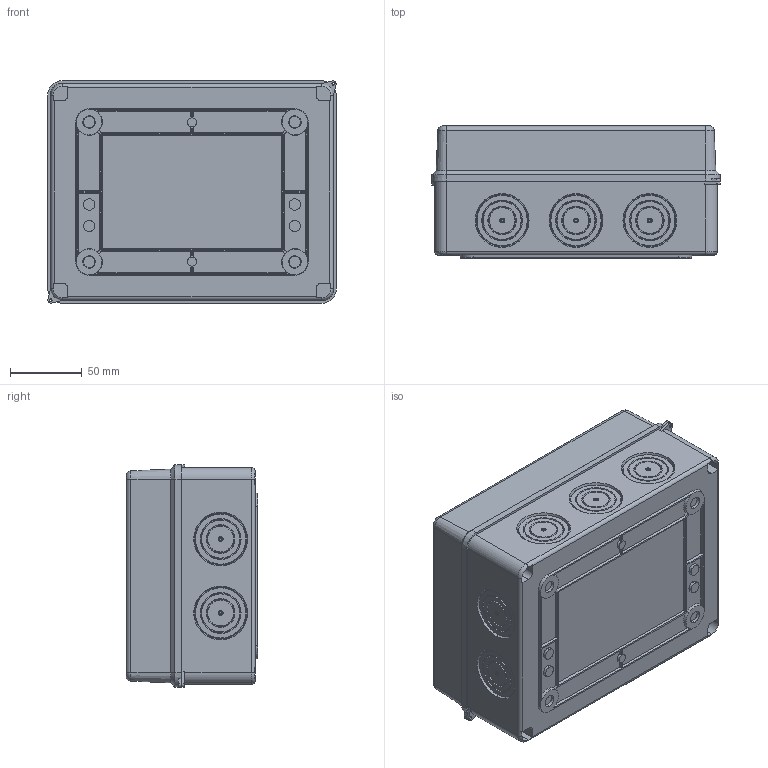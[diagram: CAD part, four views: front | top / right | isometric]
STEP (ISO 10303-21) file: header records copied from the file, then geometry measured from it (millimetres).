
FILE_DESCRIPTION (( 'STEP AP203' ), '1' );
FILE_NAME ('Ùèò ðàñïðåäåëèòåëüíûé ÙÐÍ-ÏÃ-8 (pb65-n-pg-8).STEP', '2022-04-25T14:00:12', ( '' ), ( '' ), 'SwSTEP 2.0', 'SolidWorks 2021', '' );
FILE_SCHEMA (( 'CONFIG_CONTROL_DESIGN' ));
Length unit declared in the file: millimetre
Products named in the file (1): Ùèò ðàñïðåäåëèòåëüíûé ÙÐÍ-ÏÃ-8 (pb65-n-pg-8)
Bounding box: 201.2 x 92 x 155.2 mm (x, y, z)
Volume: 446085.2 mm3; surface area: 377213.6 mm2
Topology: 13 solids, 13 shells, 1406 faces, 3518 edges, 2286 vertices
Faces by surface type: plane 784, cylinder 322, cone 206, torus 52, bspline 38, sphere 4
Entity records: 42443 total; most frequent: CARTESIAN_POINT 8157, DIRECTION 7176, ORIENTED_EDGE 7020, EDGE_CURVE 3510, AXIS2_PLACEMENT_3D 2489, VERTEX_POINT 2286, LINE 2198, VECTOR 2198
